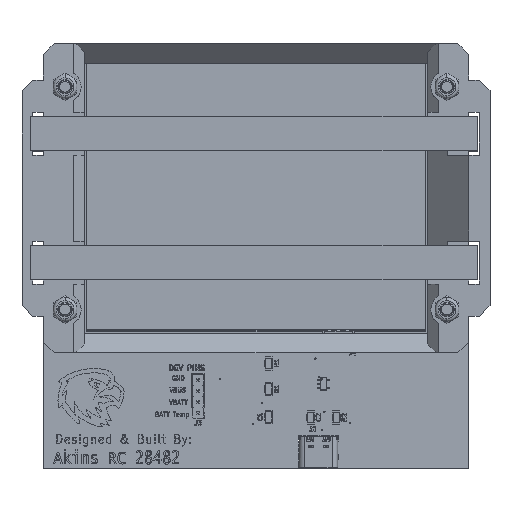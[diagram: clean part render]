
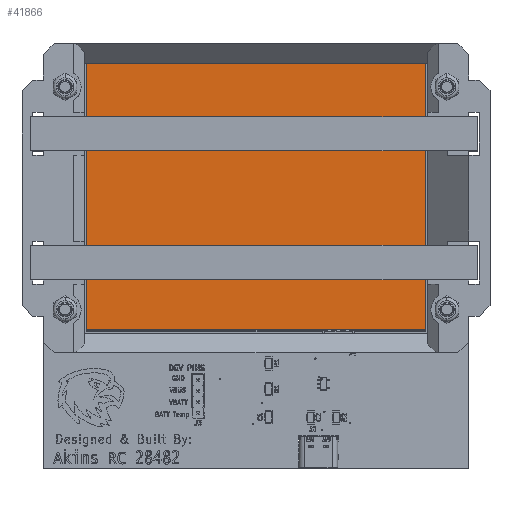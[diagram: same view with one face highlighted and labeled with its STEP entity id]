
A CAD part, top view. The second image highlights one B-rep face of the part: STEP entity #41866.
In plain terms, the highlighted planar face has unit normal (0, 0, 1).
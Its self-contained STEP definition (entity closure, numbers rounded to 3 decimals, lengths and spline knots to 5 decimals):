
#2282=LINE('',#59988,#7841);
#2286=LINE('',#59996,#7845);
#2289=LINE('',#60002,#7848);
#2291=LINE('',#60005,#7850);
#7841=VECTOR('',#48544,1.);
#7845=VECTOR('',#48550,1.);
#7848=VECTOR('',#48555,1.);
#7850=VECTOR('',#48559,1.);
#13194=PLANE('',#45154);
#16202=ORIENTED_EDGE('',*,*,#26286,.F.);
#16203=ORIENTED_EDGE('',*,*,#26290,.T.);
#16204=ORIENTED_EDGE('',*,*,#26293,.T.);
#16205=ORIENTED_EDGE('',*,*,#26295,.F.);
#26286=EDGE_CURVE('',#32944,#32945,#2282,.T.);
#26290=EDGE_CURVE('',#32944,#32947,#2286,.T.);
#26293=EDGE_CURVE('',#32947,#32949,#2289,.T.);
#26295=EDGE_CURVE('',#32945,#32949,#2291,.T.);
#32944=VERTEX_POINT('',#59987);
#32945=VERTEX_POINT('',#59989);
#32947=VERTEX_POINT('',#59995);
#32949=VERTEX_POINT('',#60001);
#38457=EDGE_LOOP('',(#16202,#16203,#16204,#16205));
#40156=FACE_BOUND('',#38457,.T.);
#41866=ADVANCED_FACE('',(#40156),#13194,.T.);
#45154=AXIS2_PLACEMENT_3D('',#60006,#48560,#48561);
#48544=DIRECTION('',(0.,-1.,0.));
#48550=DIRECTION('',(-1.,0.,0.));
#48555=DIRECTION('',(0.,-1.,0.));
#48559=DIRECTION('',(-1.,0.,0.));
#48560=DIRECTION('',(0.,0.,1.));
#48561=DIRECTION('',(1.,0.,0.));
#59987=CARTESIAN_POINT('',(0.0395,0.03099,0.00787));
#59988=CARTESIAN_POINT('',(0.0395,0.,0.00787));
#59989=CARTESIAN_POINT('',(0.0395,-0.03099,0.00787));
#59995=CARTESIAN_POINT('',(-0.0395,0.03099,0.00787));
#59996=CARTESIAN_POINT('',(0.,0.03099,0.00787));
#60001=CARTESIAN_POINT('',(-0.0395,-0.03099,0.00787));
#60002=CARTESIAN_POINT('',(-0.0395,0.,0.00787));
#60005=CARTESIAN_POINT('',(0.,-0.03099,0.00787));
#60006=CARTESIAN_POINT('',(0.,0.,0.00787));
